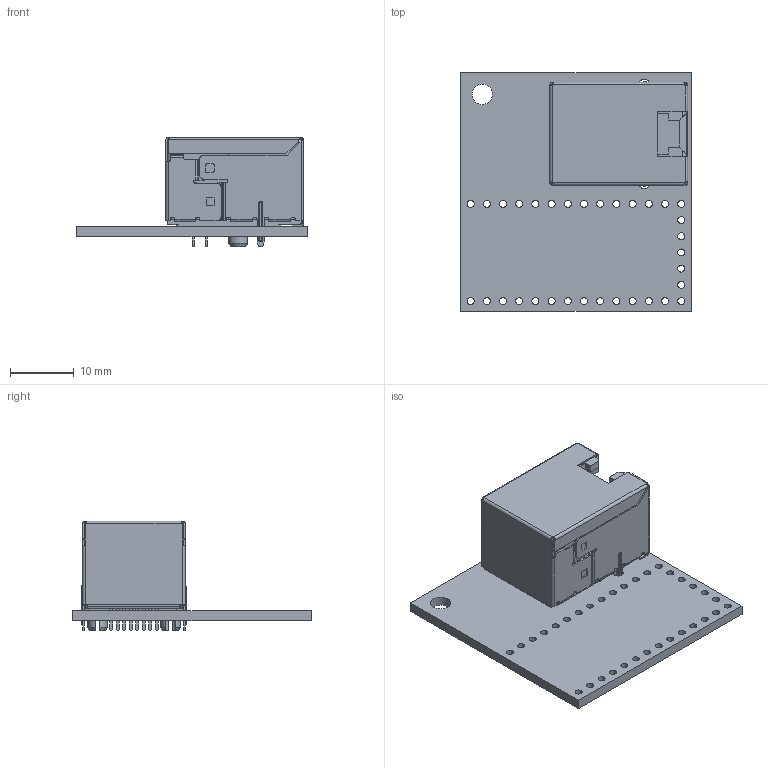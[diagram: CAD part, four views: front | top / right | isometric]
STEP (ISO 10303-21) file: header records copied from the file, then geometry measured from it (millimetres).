
FILE_DESCRIPTION(('KiCad electronic assembly'),'2;1');
FILE_NAME('Controller.step','2021-03-11T20:13:33',('An Author'),( 'A Company'),'Open CASCADE STEP processor 7.4', 'KiCad to STEP converter','Unknown');
FILE_SCHEMA(('AUTOMOTIVE_DESIGN { 1 0 10303 214 1 1 1 1 }'));
Length unit declared in the file: millimetre
Products named in the file (4): Open CASCADE STEP translator 7.4 1; SS-60000-009; COMPOUND
Assembly tree (3 placements, depth 3):
  Open CASCADE STEP translator 7.4 1
    SS-60000-009
      COMPOUND
    COMPOUND
Bounding box: 36.2 x 37.4 x 17.14 mm (x, y, z)
Volume: 5454.6 mm3; surface area: 7877.7 mm2
Topology: 13 solids, 13 shells, 655 faces, 1639 edges, 1008 vertices
Faces by surface type: plane 405, cylinder 214, bspline 22, revolution 4, cone 4, sphere 4, torus 2
Full cylindrical faces by diameter (mm): 0.89 x8, 1.1 x33, 1.57 x2, 3.2 x1, 3.25 x2
Entity records: 42892 total; most frequent: CARTESIAN_POINT 9990, DIRECTION 6106, LINE 3864, VECTOR 3864, ORIENTED_EDGE 3270, PCURVE 3270, DEFINITIONAL_REPRESENTATION 3270, EDGE_CURVE 1635
